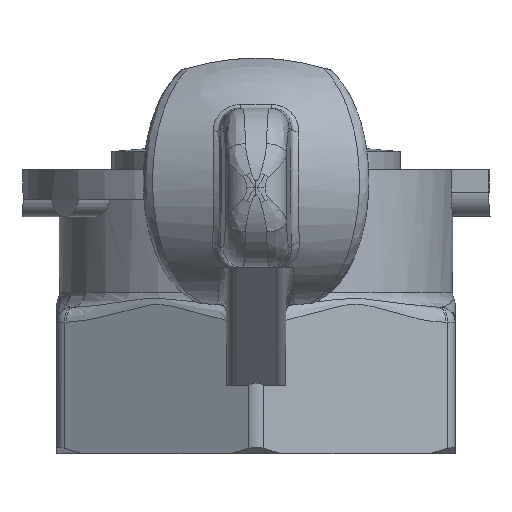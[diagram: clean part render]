
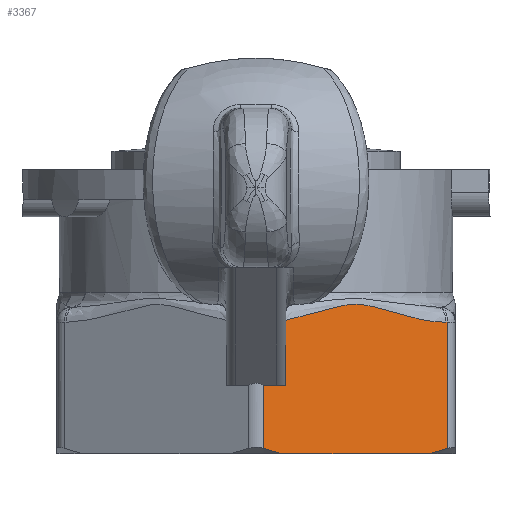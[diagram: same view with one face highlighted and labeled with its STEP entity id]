
A CAD part, left-side view. The second image highlights one B-rep face of the part: STEP entity #3367.
In plain terms, the highlighted planar face has unit normal (-0.866, -0.5, 0).
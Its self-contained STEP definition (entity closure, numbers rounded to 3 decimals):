
#63=(
BOUNDED_CURVE()
B_SPLINE_CURVE(2,(#5687,#5688,#5689),.UNSPECIFIED.,.F.,.F.)
B_SPLINE_CURVE_WITH_KNOTS((3,3),(3.361,3.596),
 .UNSPECIFIED.)
CURVE()
GEOMETRIC_REPRESENTATION_ITEM()
RATIONAL_B_SPLINE_CURVE((1.197,1.185,1.171))
REPRESENTATION_ITEM('')
);
#64=(
BOUNDED_CURVE()
B_SPLINE_CURVE(2,(#5710,#5711,#5712),.UNSPECIFIED.,.F.,.F.)
B_SPLINE_CURVE_WITH_KNOTS((3,3),(1.013,1.247),
 .UNSPECIFIED.)
CURVE()
GEOMETRIC_REPRESENTATION_ITEM()
RATIONAL_B_SPLINE_CURVE((1.171,1.185,1.197))
REPRESENTATION_ITEM('')
);
#93=PLANE('',#3603);
#148=LINE('',#5637,#290);
#158=LINE('',#5691,#300);
#159=LINE('',#5693,#301);
#160=LINE('',#5705,#302);
#161=LINE('',#5707,#303);
#162=LINE('',#5709,#304);
#290=VECTOR('',#3938,10.);
#300=VECTOR('',#3964,10.);
#301=VECTOR('',#3965,10.);
#302=VECTOR('',#3966,10.);
#303=VECTOR('',#3967,10.);
#304=VECTOR('',#3968,10.);
#504=FACE_OUTER_BOUND('',#704,.T.);
#704=EDGE_LOOP('',(#2159,#2160,#2161,#2162,#2163,#2164,#2165,#2166,#2167));
#1056=B_SPLINE_CURVE_WITH_KNOTS('',3,(#5695,#5696,#5697,#5698,#5699,#5700,
#5701,#5702,#5703),.UNSPECIFIED.,.F.,.F.,(4,1,1,1,1,1,4),(0.238,
0.508,0.777,1.047,1.316,1.586,
2.125),.UNSPECIFIED.);
#1265=VERTEX_POINT('',#5634);
#1266=VERTEX_POINT('',#5636);
#1282=VERTEX_POINT('',#5686);
#1283=VERTEX_POINT('',#5690);
#1284=VERTEX_POINT('',#5692);
#1285=VERTEX_POINT('',#5694);
#1286=VERTEX_POINT('',#5704);
#1287=VERTEX_POINT('',#5706);
#1288=VERTEX_POINT('',#5708);
#1605=EDGE_CURVE('',#1266,#1265,#148,.T.);
#1623=EDGE_CURVE('',#1265,#1282,#63,.T.);
#1624=EDGE_CURVE('',#1283,#1282,#158,.T.);
#1625=EDGE_CURVE('',#1284,#1283,#159,.T.);
#1626=EDGE_CURVE('',#1285,#1284,#1056,.T.);
#1627=EDGE_CURVE('',#1285,#1286,#160,.T.);
#1628=EDGE_CURVE('',#1286,#1287,#161,.T.);
#1629=EDGE_CURVE('',#1288,#1287,#162,.T.);
#1630=EDGE_CURVE('',#1288,#1266,#64,.T.);
#2159=ORIENTED_EDGE('',*,*,#1605,.T.);
#2160=ORIENTED_EDGE('',*,*,#1623,.T.);
#2161=ORIENTED_EDGE('',*,*,#1624,.F.);
#2162=ORIENTED_EDGE('',*,*,#1625,.F.);
#2163=ORIENTED_EDGE('',*,*,#1626,.F.);
#2164=ORIENTED_EDGE('',*,*,#1627,.T.);
#2165=ORIENTED_EDGE('',*,*,#1628,.T.);
#2166=ORIENTED_EDGE('',*,*,#1629,.F.);
#2167=ORIENTED_EDGE('',*,*,#1630,.T.);
#3367=ADVANCED_FACE('',(#504),#93,.T.);
#3603=AXIS2_PLACEMENT_3D('',#5685,#3962,#3963);
#3938=DIRECTION('',(0.5,-0.866,0.));
#3962=DIRECTION('center_axis',(-0.866,-0.5,0.));
#3963=DIRECTION('ref_axis',(0.,0.,1.));
#3964=DIRECTION('',(0.,0.,-1.));
#3965=DIRECTION('',(0.5,-0.866,0.));
#3966=DIRECTION('',(0.,0.,-1.));
#3967=DIRECTION('',(-0.5,0.866,0.));
#3968=DIRECTION('',(0.,0.,1.));
#5634=CARTESIAN_POINT('',(-13.045,-17.406,-27.361));
#5636=CARTESIAN_POINT('',(-21.596,-2.594,-27.361));
#5637=CARTESIAN_POINT('',(-18.235,-8.417,-27.361));
#5685=CARTESIAN_POINT('Origin',(-23.094,0.,-12.661));
#5686=CARTESIAN_POINT('',(-11.98,-19.25,-26.829));
#5687=CARTESIAN_POINT('Ctrl Pts',(-13.045,-17.406,-27.361));
#5688=CARTESIAN_POINT('Ctrl Pts',(-12.523,-18.309,-27.124));
#5689=CARTESIAN_POINT('Ctrl Pts',(-11.98,-19.25,-26.829));
#5690=CARTESIAN_POINT('',(-11.98,-19.25,-14.161));
#5691=CARTESIAN_POINT('',(-11.98,-19.25,-12.661));
#5692=CARTESIAN_POINT('',(-12.093,-19.055,-14.161));
#5693=CARTESIAN_POINT('',(-20.207,-5.,-14.161));
#5694=CARTESIAN_POINT('',(-21.362,-3.,-13.967));
#5695=CARTESIAN_POINT('Ctrl Pts',(-21.362,-3.,-13.967));
#5696=CARTESIAN_POINT('Ctrl Pts',(-20.916,-3.772,-13.832));
#5697=CARTESIAN_POINT('Ctrl Pts',(-20.031,-5.306,-13.447));
#5698=CARTESIAN_POINT('Ctrl Pts',(-18.738,-7.544,-12.737));
#5699=CARTESIAN_POINT('Ctrl Pts',(-17.401,-9.861,-12.196));
#5700=CARTESIAN_POINT('Ctrl Pts',(-16.054,-12.193,-12.648));
#5701=CARTESIAN_POINT('Ctrl Pts',(-14.331,-15.178,-13.607));
#5702=CARTESIAN_POINT('Ctrl Pts',(-12.991,-17.499,-14.161));
#5703=CARTESIAN_POINT('Ctrl Pts',(-12.093,-19.055,-14.161));
#5704=CARTESIAN_POINT('',(-21.362,-3.,-20.495));
#5705=CARTESIAN_POINT('',(-21.362,-3.,-12.912));
#5706=CARTESIAN_POINT('',(-22.661,-0.75,-20.495));
#5707=CARTESIAN_POINT('',(-22.471,-1.078,-20.495));
#5708=CARTESIAN_POINT('',(-22.661,-0.75,-26.829));
#5709=CARTESIAN_POINT('',(-22.661,-0.75,-12.661));
#5710=CARTESIAN_POINT('Ctrl Pts',(-22.661,-0.75,
-26.829));
#5711=CARTESIAN_POINT('Ctrl Pts',(-22.118,-1.691,-27.124));
#5712=CARTESIAN_POINT('Ctrl Pts',(-21.596,-2.594,-27.361));
